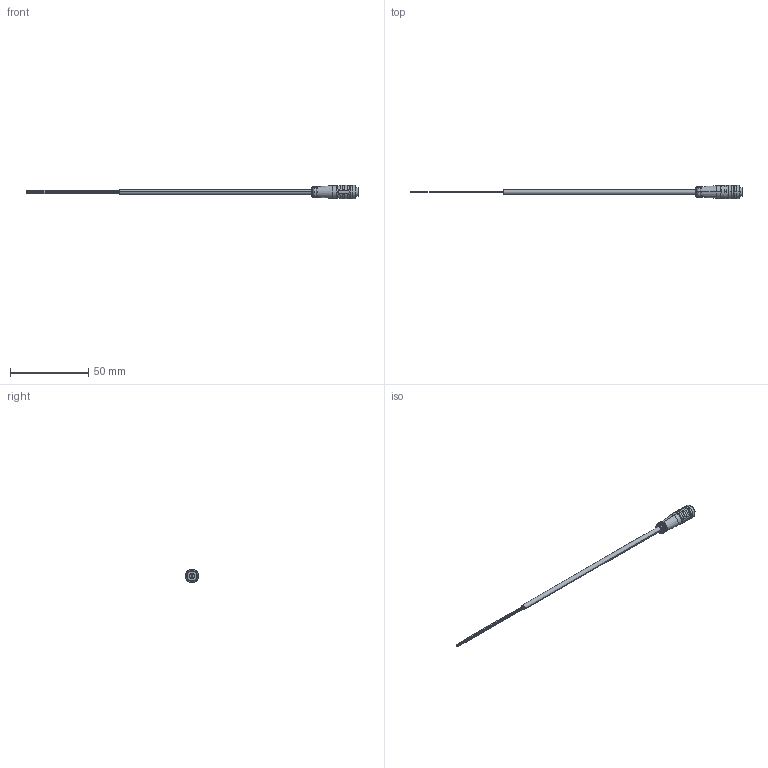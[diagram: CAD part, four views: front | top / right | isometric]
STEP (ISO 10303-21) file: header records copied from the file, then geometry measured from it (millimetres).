
FILE_DESCRIPTION((''),'2;1');
FILE_NAME('215001_ASM','2019-11-01T11:37:20',('pdmadmin'),('BANNER ENGINEERING'),'CREO PARAMETRIC BY PTC INC, 2018300','CREO PARAMETRIC BY PTC INC, 2018300','');
FILE_SCHEMA(('CONFIG_CONTROL_DESIGN'));
Length unit declared in the file: millimetre
Products named in the file (5): 134317; 133274; CABLE_318_4COND_32438; 62985_ASM; 215001_ASM
Assembly tree (4 placements, depth 3):
  215001_ASM
    62985_ASM
      134317
      133274
      CABLE_318_4COND_32438
Bounding box: 212.6 x 8.5 x 8.5 mm (x, y, z)
Volume: 2199.2 mm3; surface area: 3398.4 mm2
Topology: 3 solids, 3 shells, 188 faces, 422 edges, 276 vertices
Faces by surface type: cylinder 115, plane 61, cone 6, revolution 6
Entity records: 5931 total; most frequent: CARTESIAN_POINT 1414, DIRECTION 1004, ORIENTED_EDGE 844, EDGE_CURVE 422, AXIS2_PLACEMENT_3D 420, VERTEX_POINT 276, EDGE_LOOP 236, CIRCLE 226
